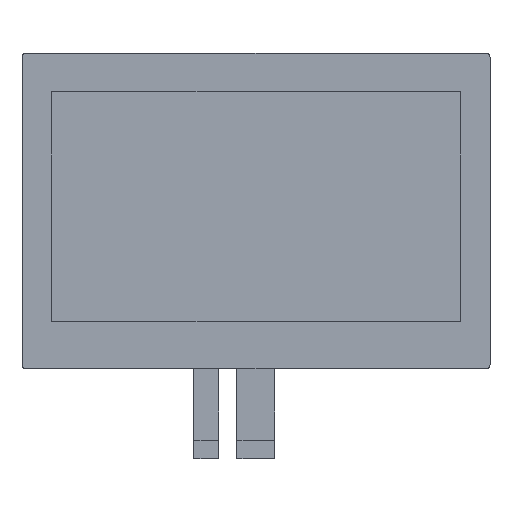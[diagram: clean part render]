
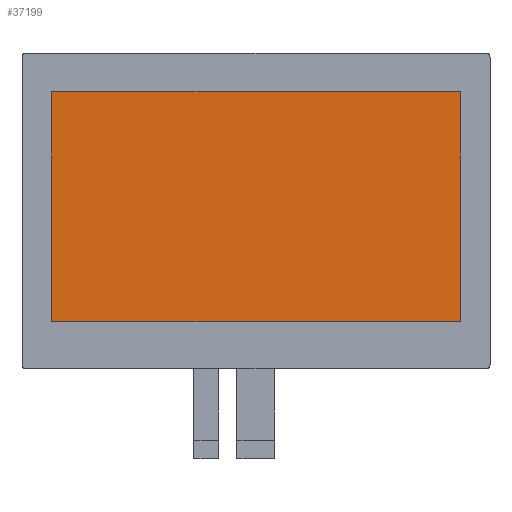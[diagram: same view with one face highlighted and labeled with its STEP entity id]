
A CAD part, top view. The second image highlights one B-rep face of the part: STEP entity #37199.
In plain terms, the highlighted planar face has unit normal (0, 0, 1).
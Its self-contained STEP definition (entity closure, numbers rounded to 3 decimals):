
#2226=FACE_OUTER_BOUND('',#4150,.T.);
#4150=EDGE_LOOP('',(#26124,#26125,#26126,#26127));
#6838=LINE('',#54305,#11311);
#6839=LINE('',#54307,#11312);
#6840=LINE('',#54309,#11313);
#6841=LINE('',#54310,#11314);
#11311=VECTOR('',#43476,10.);
#11312=VECTOR('',#43477,10.);
#11313=VECTOR('',#43478,10.);
#11314=VECTOR('',#43479,10.);
#15456=VERTEX_POINT('',#54303);
#15457=VERTEX_POINT('',#54304);
#15458=VERTEX_POINT('',#54306);
#15459=VERTEX_POINT('',#54308);
#19523=EDGE_CURVE('',#15456,#15457,#6838,.T.);
#19524=EDGE_CURVE('',#15458,#15456,#6839,.T.);
#19525=EDGE_CURVE('',#15459,#15458,#6840,.T.);
#19526=EDGE_CURVE('',#15457,#15459,#6841,.T.);
#26124=ORIENTED_EDGE('',*,*,#19523,.F.);
#26125=ORIENTED_EDGE('',*,*,#19524,.F.);
#26126=ORIENTED_EDGE('',*,*,#19525,.F.);
#26127=ORIENTED_EDGE('',*,*,#19526,.F.);
#35840=PLANE('',#39141);
#37199=ADVANCED_FACE('',(#2226),#35840,.T.);
#39141=AXIS2_PLACEMENT_3D('',#54302,#43474,#43475);
#43474=DIRECTION('center_axis',(0.,0.,1.));
#43475=DIRECTION('ref_axis',(1.,0.,0.));
#43476=DIRECTION('',(1.,0.,0.));
#43477=DIRECTION('',(0.,1.,0.));
#43478=DIRECTION('',(-1.,0.,0.));
#43479=DIRECTION('',(0.,-1.,0.));
#54302=CARTESIAN_POINT('Origin',(-0.06,-2.32,0.));
#54303=CARTESIAN_POINT('',(-111.36,62.64,0.));
#54304=CARTESIAN_POINT('',(111.36,62.64,0.));
#54305=CARTESIAN_POINT('',(55.65,62.64,0.));
#54306=CARTESIAN_POINT('',(-111.36,-62.64,0.));
#54307=CARTESIAN_POINT('',(-111.36,30.16,0.));
#54308=CARTESIAN_POINT('',(111.36,-62.64,0.));
#54309=CARTESIAN_POINT('',(-55.71,-62.64,0.));
#54310=CARTESIAN_POINT('',(111.36,-32.48,0.));
